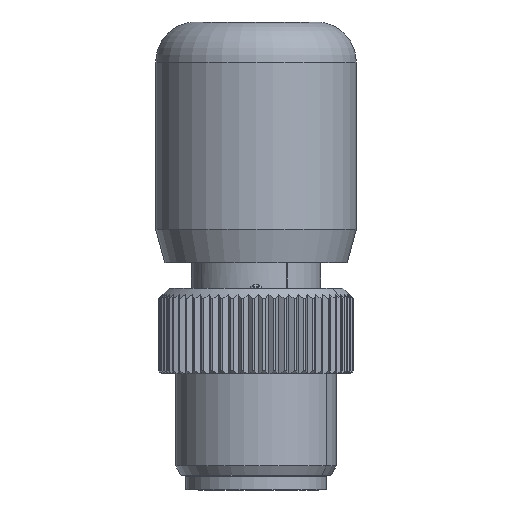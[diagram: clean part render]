
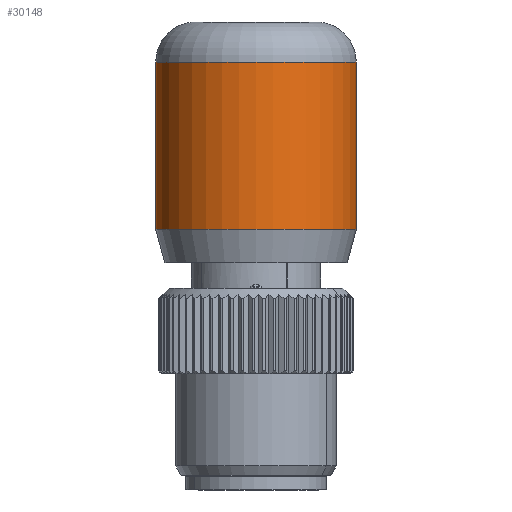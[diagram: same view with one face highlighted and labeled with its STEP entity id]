
A CAD part, front view. The second image highlights one B-rep face of the part: STEP entity #30148.
In plain terms, the highlighted cylindrical face has radius 7.5 mm (diameter 15 mm), a partial arc.
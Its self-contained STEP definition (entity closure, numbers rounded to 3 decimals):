
#30077=AXIS2_PLACEMENT_3D('Circle Axis2P3D',#30075,#30076,$) ;
#30121=AXIS2_PLACEMENT_3D('Cylinder Axis2P3D',#30118,#30119,#30120) ;
#30139=AXIS2_PLACEMENT_3D('Circle Axis2P3D',#30137,#30138,$) ;
#30072=CARTESIAN_POINT('Vertex',(0.,7.5,32.)) ;
#30075=CARTESIAN_POINT('Axis2P3D Location',(7.5,7.5,32.)) ;
#30079=CARTESIAN_POINT('Vertex',(15.,7.5,32.)) ;
#30118=CARTESIAN_POINT('Axis2P3D Location',(7.5,7.5,27.5)) ;
#30123=CARTESIAN_POINT('Line Origine',(15.,7.5,27.5)) ;
#30127=CARTESIAN_POINT('Vertex',(15.,7.5,19.5)) ;
#30130=CARTESIAN_POINT('Line Origine',(0.,7.5,27.5)) ;
#30134=CARTESIAN_POINT('Vertex',(0.,7.5,19.5)) ;
#30137=CARTESIAN_POINT('Axis2P3D Location',(7.5,7.5,19.5)) ;
#30076=DIRECTION('Axis2P3D Direction',(0.,0.,1.)) ;
#30119=DIRECTION('Axis2P3D Direction',(0.,0.,1.)) ;
#30120=DIRECTION('Axis2P3D XDirection',(1.,0.,0.)) ;
#30124=DIRECTION('Vector Direction',(0.,0.,1.)) ;
#30131=DIRECTION('Vector Direction',(0.,0.,1.)) ;
#30138=DIRECTION('Axis2P3D Direction',(0.,0.,1.)) ;
#30125=VECTOR('Line Direction',#30124,1.) ;
#30132=VECTOR('Line Direction',#30131,1.) ;
#30143=ORIENTED_EDGE('',*,*,#30129,.T.) ;
#30144=ORIENTED_EDGE('',*,*,#30081,.F.) ;
#30145=ORIENTED_EDGE('',*,*,#30136,.F.) ;
#30146=ORIENTED_EDGE('',*,*,#30141,.T.) ;
#30148=ADVANCED_FACE('Hauptkoerper',(#30147),#30122,.T.) ;
#30078=CIRCLE('generated circle',#30077,7.5) ;
#30140=CIRCLE('generated circle',#30139,7.5) ;
#30122=CYLINDRICAL_SURFACE('generated cylinder',#30121,7.5) ;
#30081=EDGE_CURVE('',#30073,#30080,#30078,.T.) ;
#30129=EDGE_CURVE('',#30128,#30080,#30126,.T.) ;
#30136=EDGE_CURVE('',#30135,#30073,#30133,.T.) ;
#30141=EDGE_CURVE('',#30135,#30128,#30140,.T.) ;
#30142=EDGE_LOOP('',(#30143,#30144,#30145,#30146)) ;
#30147=FACE_OUTER_BOUND('',#30142,.T.) ;
#30126=LINE('Line',#30123,#30125) ;
#30133=LINE('Line',#30130,#30132) ;
#30073=VERTEX_POINT('',#30072) ;
#30080=VERTEX_POINT('',#30079) ;
#30128=VERTEX_POINT('',#30127) ;
#30135=VERTEX_POINT('',#30134) ;
